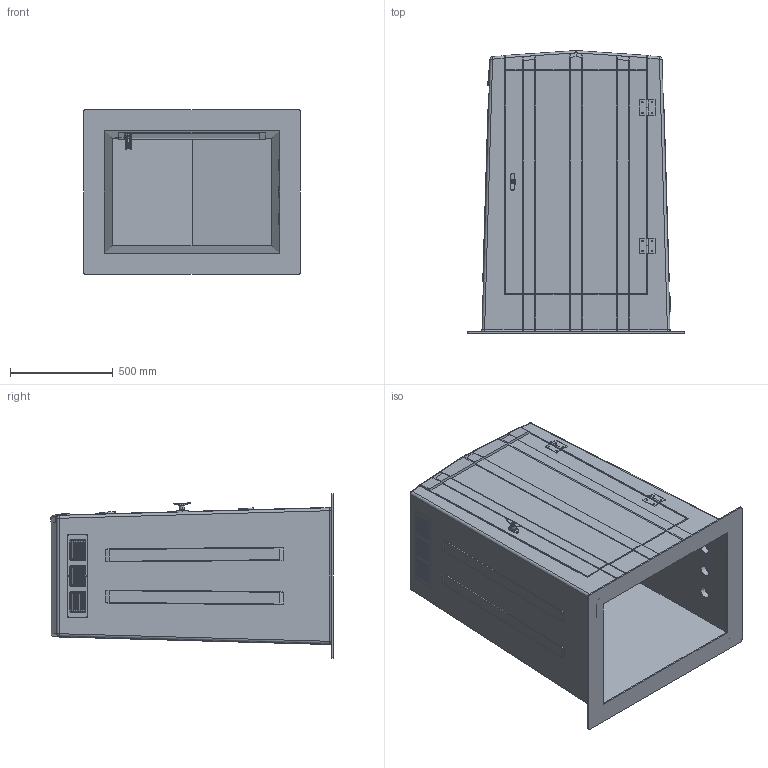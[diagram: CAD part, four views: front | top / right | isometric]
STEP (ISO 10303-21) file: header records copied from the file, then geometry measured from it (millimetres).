
FILE_DESCRIPTION (( 'STEP AP214' ), '1' );
FILE_NAME ('M150.STEP', '2020-10-02T11:53:29', ( '' ), ( '' ), 'SwSTEP 2.0', 'SolidWorks 2020', '' );
FILE_SCHEMA (( 'AUTOMOTIVE_DESIGN' ));
Length unit declared in the file: inch
Products named in the file (1): M150
Bounding box: 1054.1 x 1373.12 x 800.1 mm (x, y, z)
Volume: 139839465.7 mm3; surface area: 9988610.5 mm2
Topology: 22 solids, 22 shells, 2220 faces, 6020 edges, 3849 vertices
Faces by surface type: cylinder 853, plane 588, bspline 263, torus 238, sphere 232, cone 46
Entity records: 120175 total; most frequent: CARTESIAN_POINT 38550, ORIENTED_EDGE 12024, DIRECTION 10203, EDGE_CURVE 6012, AXIS2_PLACEMENT_3D 4075, VERTEX_POINT 3847, EDGE_LOOP 2429, UNCERTAINTY_MEASURE_WITH_UNIT 2244
